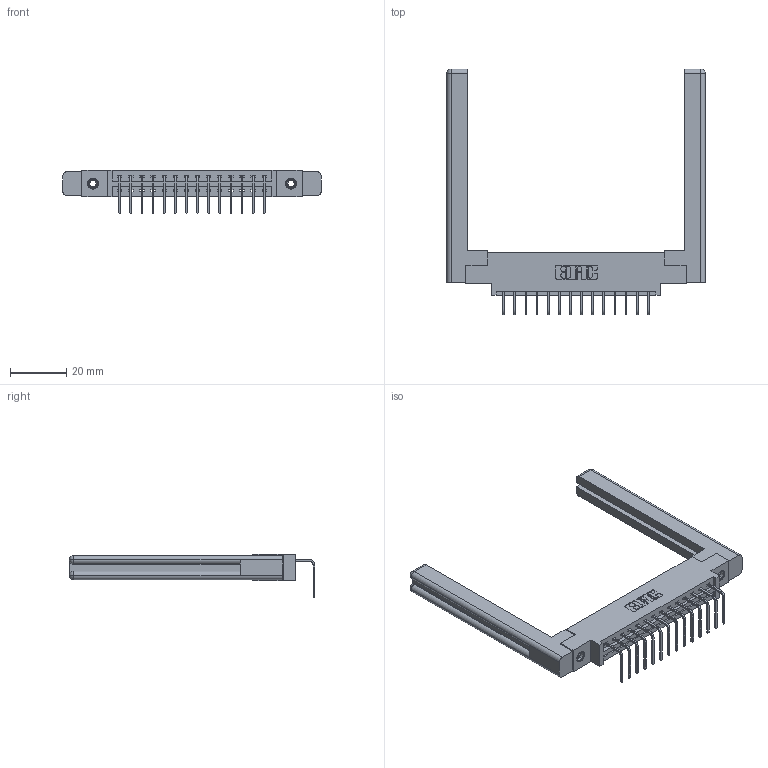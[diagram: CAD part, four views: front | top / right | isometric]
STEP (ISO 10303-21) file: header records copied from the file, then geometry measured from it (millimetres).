
FILE_DESCRIPTION (( 'STEP AP203' ), '1' );
FILE_NAME ('337-014-558-658.STEP', '2019-10-07T11:53:14', ( '' ), ( '' ), 'SwSTEP 2.0', 'SolidWorks 2016', '' );
FILE_SCHEMA (( 'CONFIG_CONTROL_DESIGN' ));
Length unit declared in the file: inch
Products named in the file (5): 337-014-558-658; 345-292-001_558 Tail - 2; 307-220-058; 337 Part_0.170 Offset - 0.156 Dia-TI; 345-250-001_345-250-001-102
Assembly tree (19 placements, depth 2):
  337-014-558-658
    337 Part_0.170 Offset - 0.156 Dia-TI
    345-292-001_558 Tail - 2  x14
    345-250-001_345-250-001-102  x2
    307-220-058  x2
Bounding box: 92.1 x 87.57 x 15.37 mm (x, y, z)
Volume: 16313.2 mm3; surface area: 14896.9 mm2
Topology: 19 solids, 19 shells, 1156 faces, 3393 edges, 2230 vertices
Faces by surface type: plane 830, cylinder 302, cone 12, torus 12
Entity records: 16878 total; most frequent: CARTESIAN_POINT 2939, ORIENTED_EDGE 2828, DIRECTION 2550, EDGE_CURVE 1414, VECTOR 1238, LINE 1238, VERTEX_POINT 934, AXIS2_PLACEMENT_3D 656
